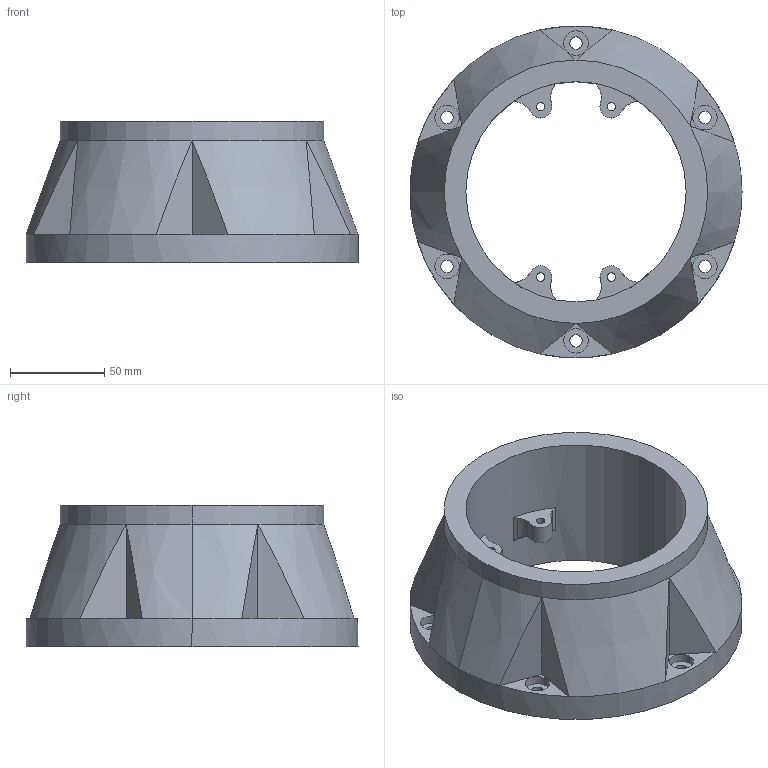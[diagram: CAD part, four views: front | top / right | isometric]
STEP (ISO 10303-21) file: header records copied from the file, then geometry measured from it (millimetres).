
FILE_DESCRIPTION (( 'STEP AP214' ), '1' );
FILE_NAME ('base.STEP', '2025-11-07T19:27:27', ( '' ), ( '' ), 'SwSTEP 2.0', 'SolidWorks 2025', '' );
FILE_SCHEMA (( 'AUTOMOTIVE_DESIGN' ));
Length unit declared in the file: millimetre
Products named in the file (1): base
Bounding box: 176.4 x 176.4 x 75 mm (x, y, z)
Volume: 666897.7 mm3; surface area: 93393 mm2
Topology: 1 solids, 1 shells, 131 faces, 331 edges, 212 vertices
Faces by surface type: cylinder 62, plane 54, cone 11, torus 4
Entity records: 4306 total; most frequent: CARTESIAN_POINT 1053, DIRECTION 693, ORIENTED_EDGE 662, EDGE_CURVE 331, AXIS2_PLACEMENT_3D 284, VERTEX_POINT 212, EDGE_LOOP 163, CIRCLE 152
